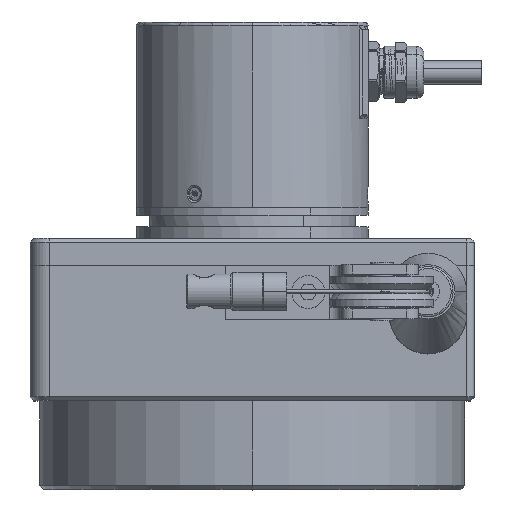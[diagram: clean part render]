
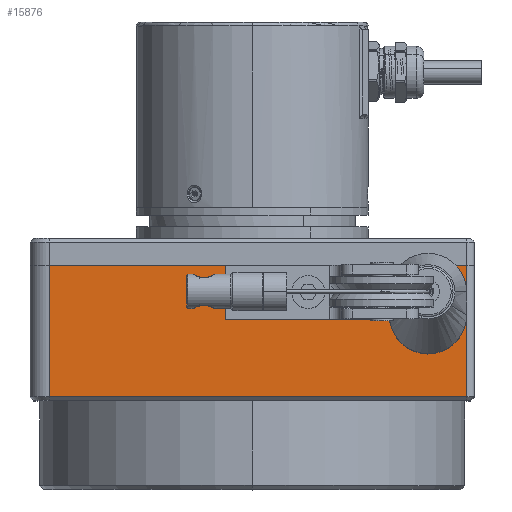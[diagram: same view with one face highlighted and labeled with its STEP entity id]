
A CAD part, top view. The second image highlights one B-rep face of the part: STEP entity #15876.
In plain terms, the highlighted planar face has unit normal (0, 0, 1).
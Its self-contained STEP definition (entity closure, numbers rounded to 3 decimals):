
#15773=CARTESIAN_POINT('Line Origine',(-52.5,17.5,57.5)) ;
#15777=CARTESIAN_POINT('Vertex',(-52.5,1.,57.5)) ;
#15779=CARTESIAN_POINT('Vertex',(-52.5,35.,57.5)) ;
#15846=CARTESIAN_POINT('Axis2P3D Location',(57.5,0.,57.5)) ;
#15851=CARTESIAN_POINT('Line Origine',(1.5,1.,57.5)) ;
#15855=CARTESIAN_POINT('Vertex',(55.5,1.,57.5)) ;
#15858=CARTESIAN_POINT('Line Origine',(55.5,18.,57.5)) ;
#15862=CARTESIAN_POINT('Vertex',(55.5,35.,57.5)) ;
#15865=CARTESIAN_POINT('Line Origine',(1.5,35.,57.5)) ;
#15774=DIRECTION('Vector Direction',(0.,1.,0.)) ;
#15847=DIRECTION('Axis2P3D Direction',(0.,0.,-1.)) ;
#15848=DIRECTION('Axis2P3D XDirection',(-1.,0.,0.)) ;
#15852=DIRECTION('Vector Direction',(-1.,0.,0.)) ;
#15859=DIRECTION('Vector Direction',(0.,1.,0.)) ;
#15866=DIRECTION('Vector Direction',(-1.,0.,0.)) ;
#15849=AXIS2_PLACEMENT_3D('Plane Axis2P3D',#15846,#15847,#15848) ;
#15871=ORIENTED_EDGE('',*,*,#15857,.T.) ;
#15872=ORIENTED_EDGE('',*,*,#15864,.T.) ;
#15873=ORIENTED_EDGE('',*,*,#15869,.F.) ;
#15874=ORIENTED_EDGE('',*,*,#15781,.F.) ;
#15775=VECTOR('Line Direction',#15774,1.) ;
#15853=VECTOR('Line Direction',#15852,1.) ;
#15860=VECTOR('Line Direction',#15859,1.) ;
#15867=VECTOR('Line Direction',#15866,1.) ;
#15876=ADVANCED_FACE('\X2\96F64EF651E04F554F53\X0\',(#15875),#15850,.F.) ;
#15781=EDGE_CURVE('',#15778,#15780,#15776,.T.) ;
#15857=EDGE_CURVE('',#15778,#15856,#15854,.F.) ;
#15864=EDGE_CURVE('',#15856,#15863,#15861,.T.) ;
#15869=EDGE_CURVE('',#15780,#15863,#15868,.F.) ;
#15870=EDGE_LOOP('',(#15871,#15872,#15873,#15874)) ;
#15875=FACE_OUTER_BOUND('',#15870,.T.) ;
#15776=LINE('Line',#15773,#15775) ;
#15854=LINE('Line',#15851,#15853) ;
#15861=LINE('Line',#15858,#15860) ;
#15868=LINE('Line',#15865,#15867) ;
#15850=PLANE('',#15849) ;
#15778=VERTEX_POINT('',#15777) ;
#15780=VERTEX_POINT('',#15779) ;
#15856=VERTEX_POINT('',#15855) ;
#15863=VERTEX_POINT('',#15862) ;
